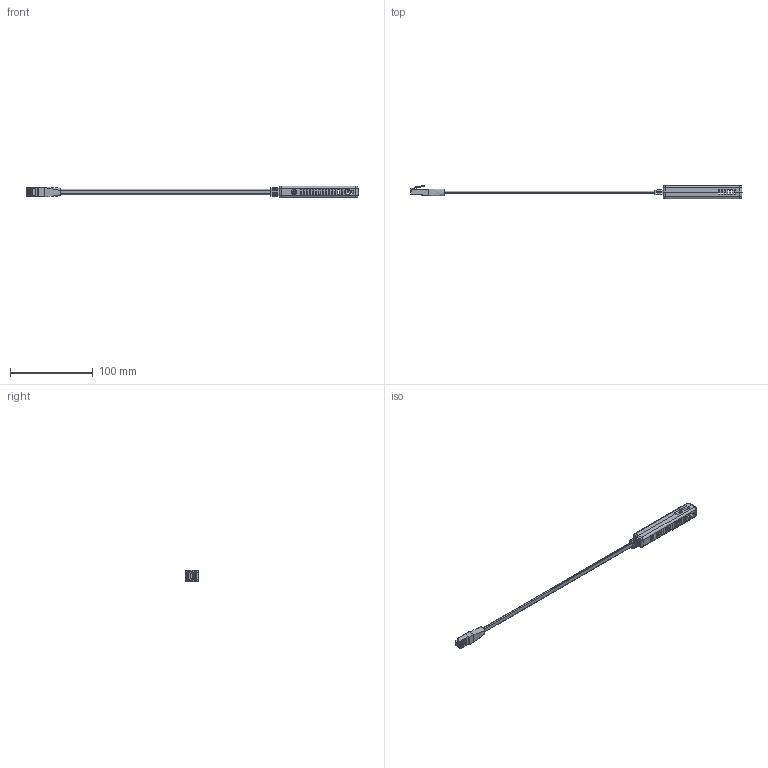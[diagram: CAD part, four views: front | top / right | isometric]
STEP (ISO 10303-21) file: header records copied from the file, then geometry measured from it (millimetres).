
FILE_DESCRIPTION (( 'STEP AP214' ), '1' );
FILE_NAME ('ENVIROMUX-STHSM.STEP', '2017-09-12T17:22:55', ( 'test' ), ( '' ), 'SwSTEP 2.0', 'SolidWorks 2011', '' );
FILE_SCHEMA (( 'AUTOMOTIVE_DESIGN' ));
Length unit declared in the file: inch
Products named in the file (7): HW7096_90380A108; ENVIROMUX-STHSM_PCB; sensor_cable_v2.1.4; mini_sensor_cover_v2.1.5.2; mini_sensor_base_v2.1.5.2; ENVIROMUX-STHSM; RJ45_MALE_WRELIEF
Assembly tree (6 placements, depth 2):
  ENVIROMUX-STHSM
    HW7096_90380A108
    mini_sensor_cover_v2.1.5.2
    sensor_cable_v2.1.4
    mini_sensor_base_v2.1.5.2
    RJ45_MALE_WRELIEF
    ENVIROMUX-STHSM_PCB
Bounding box: 400.46 x 16.16 x 14.43 mm (x, y, z)
Volume: 19402.7 mm3; surface area: 20895.8 mm2
Topology: 39 solids, 39 shells, 1048 faces, 2753 edges, 1797 vertices
Faces by surface type: plane 701, cylinder 194, cone 95, bspline 42, sphere 10, torus 6
Entity records: 45385 total; most frequent: CARTESIAN_POINT 13262, ORIENTED_EDGE 5476, DIRECTION 4951, EDGE_CURVE 2738, VECTOR 2037, LINE 2037, VERTEX_POINT 1797, AXIS2_PLACEMENT_3D 1457
